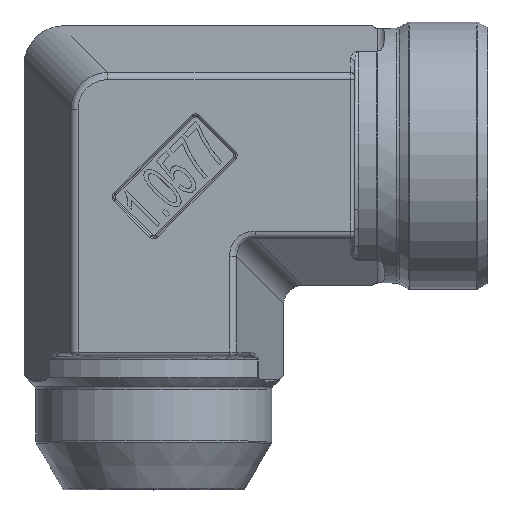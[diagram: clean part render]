
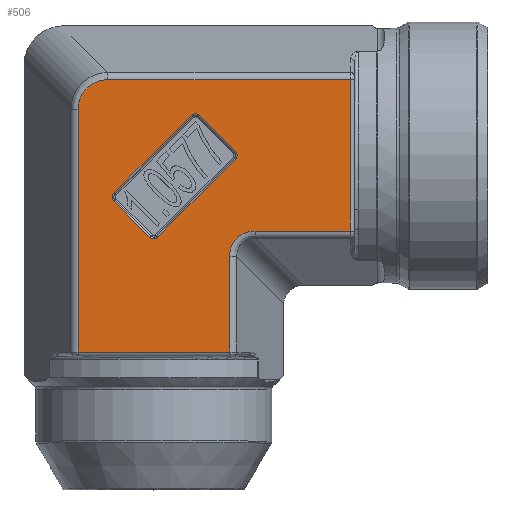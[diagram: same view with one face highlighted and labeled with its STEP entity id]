
A CAD part, top view. The second image highlights one B-rep face of the part: STEP entity #506.
In plain terms, the highlighted planar face has unit normal (0, 0, 1).
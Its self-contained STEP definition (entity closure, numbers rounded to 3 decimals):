
#188=FACE_BOUND('',#1044,.T.);
#189=FACE_BOUND('',#1045,.T.);
#347=CIRCLE('',#3952,1.4);
#348=CIRCLE('',#3953,1.4);
#349=CIRCLE('',#3954,1.4);
#350=CIRCLE('',#3955,1.4);
#506=ADVANCED_FACE('',(#188,#189),#718,.T.);
#718=PLANE('',#3958);
#1044=EDGE_LOOP('',(#1767,#1768,#1769,#1770,#1771,#1772,#1773,#1774));
#1045=EDGE_LOOP('',(#1775,#1776,#1777,#1778,#1779,#1780,#1781,#1782));
#1280=ELLIPSE('',#3956,7.873,7.);
#1281=ELLIPSE('',#3957,8.998,8.);
#1767=ORIENTED_EDGE('',*,*,#3182,.T.);
#1768=ORIENTED_EDGE('',*,*,#3183,.T.);
#1769=ORIENTED_EDGE('',*,*,#3184,.T.);
#1770=ORIENTED_EDGE('',*,*,#3185,.T.);
#1771=ORIENTED_EDGE('',*,*,#3186,.T.);
#1772=ORIENTED_EDGE('',*,*,#3187,.T.);
#1773=ORIENTED_EDGE('',*,*,#3188,.T.);
#1774=ORIENTED_EDGE('',*,*,#3189,.T.);
#1775=ORIENTED_EDGE('',*,*,#3190,.F.);
#1776=ORIENTED_EDGE('',*,*,#3191,.T.);
#1777=ORIENTED_EDGE('',*,*,#3192,.T.);
#1778=ORIENTED_EDGE('',*,*,#3193,.T.);
#1779=ORIENTED_EDGE('',*,*,#3194,.T.);
#1780=ORIENTED_EDGE('',*,*,#3195,.T.);
#1781=ORIENTED_EDGE('',*,*,#3196,.T.);
#1782=ORIENTED_EDGE('',*,*,#3197,.F.);
#2797=VERTEX_POINT('',#6263);
#2798=VERTEX_POINT('',#6264);
#2799=VERTEX_POINT('',#6266);
#2800=VERTEX_POINT('',#6268);
#2801=VERTEX_POINT('',#6270);
#2802=VERTEX_POINT('',#6272);
#2803=VERTEX_POINT('',#6274);
#2804=VERTEX_POINT('',#6276);
#2805=VERTEX_POINT('',#6279);
#2806=VERTEX_POINT('',#6280);
#2807=VERTEX_POINT('',#6282);
#2808=VERTEX_POINT('',#6284);
#2809=VERTEX_POINT('',#6286);
#2810=VERTEX_POINT('',#6288);
#2811=VERTEX_POINT('',#6290);
#2812=VERTEX_POINT('',#6292);
#3182=EDGE_CURVE('',#2797,#2798,#3576,.T.);
#3183=EDGE_CURVE('',#2798,#2799,#347,.T.);
#3184=EDGE_CURVE('',#2799,#2800,#3577,.T.);
#3185=EDGE_CURVE('',#2800,#2801,#348,.T.);
#3186=EDGE_CURVE('',#2801,#2802,#3578,.T.);
#3187=EDGE_CURVE('',#2802,#2803,#349,.T.);
#3188=EDGE_CURVE('',#2803,#2804,#3579,.T.);
#3189=EDGE_CURVE('',#2804,#2797,#350,.T.);
#3190=EDGE_CURVE('',#2805,#2806,#3580,.T.);
#3191=EDGE_CURVE('',#2805,#2807,#3581,.T.);
#3192=EDGE_CURVE('',#2807,#2808,#3582,.T.);
#3193=EDGE_CURVE('',#2808,#2809,#1280,.T.);
#3194=EDGE_CURVE('',#2809,#2810,#3583,.T.);
#3195=EDGE_CURVE('',#2810,#2811,#3584,.T.);
#3196=EDGE_CURVE('',#2811,#2812,#3585,.T.);
#3197=EDGE_CURVE('',#2806,#2812,#1281,.T.);
#3576=LINE('',#6262,#3754);
#3577=LINE('',#6267,#3755);
#3578=LINE('',#6271,#3756);
#3579=LINE('',#6275,#3757);
#3580=LINE('',#6278,#3758);
#3581=LINE('',#6281,#3759);
#3582=LINE('',#6283,#3760);
#3583=LINE('',#6287,#3761);
#3584=LINE('',#6289,#3762);
#3585=LINE('',#6291,#3763);
#3754=VECTOR('',#4484,1.);
#3755=VECTOR('',#4487,1.);
#3756=VECTOR('',#4490,1.);
#3757=VECTOR('',#4493,1.);
#3758=VECTOR('',#4496,1.);
#3759=VECTOR('',#4497,1.);
#3760=VECTOR('',#4498,1.);
#3761=VECTOR('',#4501,1.);
#3762=VECTOR('',#4502,1.);
#3763=VECTOR('',#4503,1.);
#3952=AXIS2_PLACEMENT_3D('',#6265,#4485,#4486);
#3953=AXIS2_PLACEMENT_3D('',#6269,#4488,#4489);
#3954=AXIS2_PLACEMENT_3D('',#6273,#4491,#4492);
#3955=AXIS2_PLACEMENT_3D('',#6277,#4494,#4495);
#3956=AXIS2_PLACEMENT_3D('',#6285,#4499,#4500);
#3957=AXIS2_PLACEMENT_3D('',#6293,#4504,#4505);
#3958=AXIS2_PLACEMENT_3D('',#6294,#4506,#4507);
#4484=DIRECTION('',(-0.707,-0.707,0.));
#4485=DIRECTION('',(0.,0.,-1.));
#4486=DIRECTION('',(1.,0.,0.));
#4487=DIRECTION('',(-0.707,0.707,0.));
#4488=DIRECTION('',(0.,0.,-1.));
#4489=DIRECTION('',(1.,0.,0.));
#4490=DIRECTION('',(0.707,0.707,0.));
#4491=DIRECTION('',(0.,0.,-1.));
#4492=DIRECTION('',(1.,0.,0.));
#4493=DIRECTION('',(0.707,-0.707,0.));
#4494=DIRECTION('',(0.,0.,-1.));
#4495=DIRECTION('',(1.,0.,0.));
#4496=DIRECTION('',(0.,1.,0.));
#4497=DIRECTION('',(1.,0.,0.));
#4498=DIRECTION('',(0.,1.,0.));
#4499=DIRECTION('',(0.,0.,-1.));
#4500=DIRECTION('',(0.707,-0.707,0.));
#4501=DIRECTION('',(1.,0.,0.));
#4502=DIRECTION('',(0.,1.,0.));
#4503=DIRECTION('',(-1.,0.,0.));
#4504=DIRECTION('',(0.,0.,-1.));
#4505=DIRECTION('',(-0.707,0.707,0.));
#4506=DIRECTION('',(0.,0.,1.));
#4507=DIRECTION('',(1.,0.,0.));
#6262=CARTESIAN_POINT('',(0.264,-21.478,35.));
#6263=CARTESIAN_POINT('',(20.771,-0.972,35.));
#6264=CARTESIAN_POINT('',(0.972,-20.771,35.));
#6265=CARTESIAN_POINT('',(-0.018,-19.781,35.));
#6266=CARTESIAN_POINT('',(-1.008,-20.771,35.));
#6267=CARTESIAN_POINT('',(-10.908,-10.871,35.));
#6268=CARTESIAN_POINT('',(-10.201,-11.578,35.));
#6269=CARTESIAN_POINT('',(-9.211,-10.588,35.));
#6270=CARTESIAN_POINT('',(-10.201,-9.598,35.));
#6271=CARTESIAN_POINT('',(10.305,10.908,35.));
#6272=CARTESIAN_POINT('',(9.598,10.201,35.));
#6273=CARTESIAN_POINT('',(10.588,9.211,35.));
#6274=CARTESIAN_POINT('',(11.578,10.201,35.));
#6275=CARTESIAN_POINT('',(21.478,0.301,35.));
#6276=CARTESIAN_POINT('',(20.771,1.008,35.));
#6277=CARTESIAN_POINT('',(19.781,0.018,35.));
#6278=CARTESIAN_POINT('',(-19.225,20.625,35.));
#6279=CARTESIAN_POINT('',(-19.225,-50.,35.));
#6280=CARTESIAN_POINT('',(-19.225,11.707,35.));
#6281=CARTESIAN_POINT('',(15.187,-50.,35.));
#6282=CARTESIAN_POINT('',(19.225,-50.,35.));
#6283=CARTESIAN_POINT('',(19.225,20.625,35.));
#6284=CARTESIAN_POINT('',(19.225,-25.802,35.));
#6285=CARTESIAN_POINT('',(26.674,-26.674,35.));
#6286=CARTESIAN_POINT('',(25.802,-19.225,35.));
#6287=CARTESIAN_POINT('',(15.187,-19.225,35.));
#6288=CARTESIAN_POINT('',(50.,-19.225,35.));
#6289=CARTESIAN_POINT('',(50.,19.225,35.));
#6290=CARTESIAN_POINT('',(50.,19.225,35.));
#6291=CARTESIAN_POINT('',(15.187,19.225,35.));
#6292=CARTESIAN_POINT('',(-11.707,19.225,35.));
#6293=CARTESIAN_POINT('',(-10.711,10.711,35.));
#6294=CARTESIAN_POINT('',(15.187,20.625,35.));
